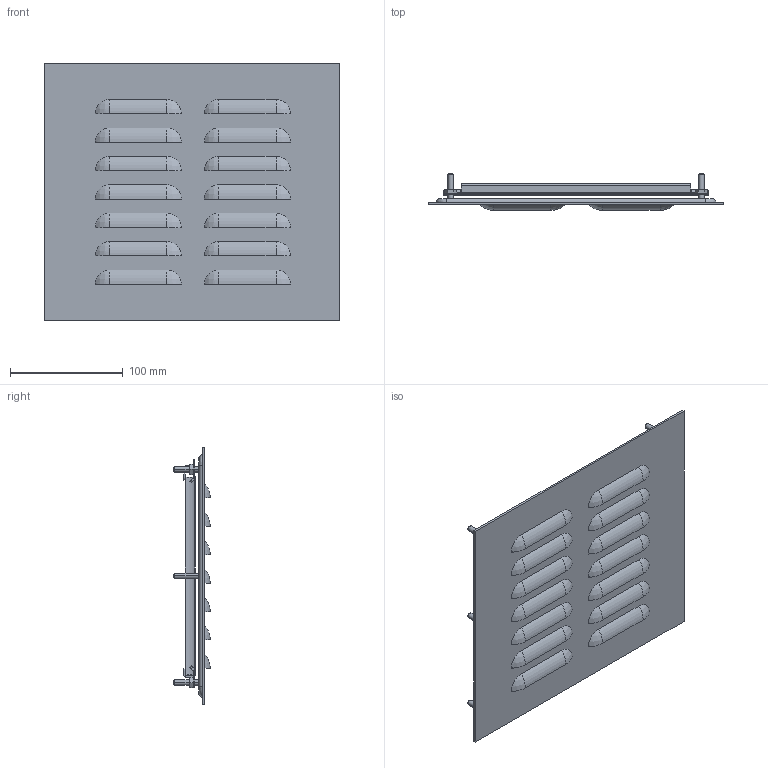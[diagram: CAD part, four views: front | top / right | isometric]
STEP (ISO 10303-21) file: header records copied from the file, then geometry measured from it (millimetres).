
FILE_DESCRIPTION (( 'STEP AP214' ), '1' );
FILE_NAME ('1481L3R810GY.STEP', '2021-10-07T20:12:53', ( '' ), ( '' ), 'SwSTEP 2.0', 'SolidWorks 2021', '' );
FILE_SCHEMA (( 'AUTOMOTIVE_DESIGN' ));
Length unit declared in the file: inch
Products named in the file (1): 1481L3R810GY
Bounding box: 261.82 x 32.31 x 228.55 mm (x, y, z)
Volume: 386526.9 mm3; surface area: 263216.2 mm2
Topology: 17 solids, 18 shells, 384 faces, 946 edges, 604 vertices
Faces by surface type: plane 185, cylinder 119, bspline 60, cone 20
Entity records: 18530 total; most frequent: CARTESIAN_POINT 4191, ORIENTED_EDGE 1892, DIRECTION 1874, EDGE_CURVE 946, AXIS2_PLACEMENT_3D 663, VERTEX_POINT 604, VECTOR 548, LINE 548
